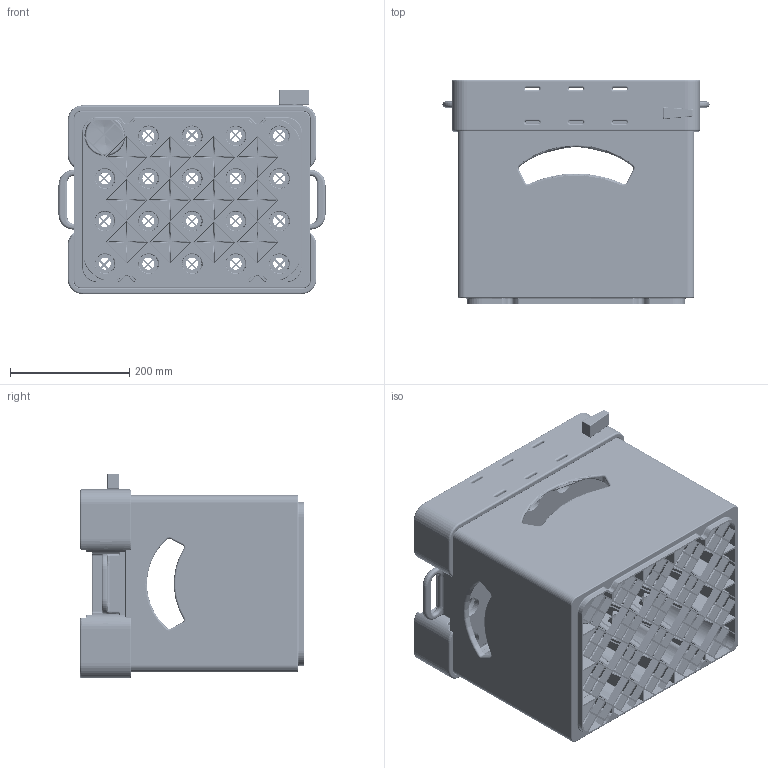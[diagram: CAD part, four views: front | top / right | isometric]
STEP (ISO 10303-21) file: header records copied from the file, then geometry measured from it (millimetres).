
FILE_DESCRIPTION (( 'STEP AP203' ), '1' );
FILE_NAME ('ZH_29032013.STEP', '2013-03-29T12:04:21', ( '' ), ( '' ), 'SwSTEP 2.0', 'SolidWorks 2012', '' );
FILE_SCHEMA (( 'CONFIG_CONTROL_DESIGN' ));
Products named in the file (19): ZH_29032013; Riegel; Absperrhahn; Dichtung_19032013; Flasche gefüllt; Bier; LongneckFlasche_AK; Dichtungshülse_Entriegelt; O-Ring 26-2; Druckfeder; Oberteil_Verschraubung_Werkzeuglos; O-Ring16x3; Spannsegmentträger; O-Ring 27-2; Spannsegment; Dichtungshülse; Rastplatte; Basisteil_29032013; Kiste
Assembly tree (25 placements, depth 3):
  ZH_29032013
    Kiste
    Basisteil_29032013  x2
    Rastplatte
    Dichtungshülse_Entriegelt
      Dichtungshülse
      Spannsegment  x6
      O-Ring 27-2
      Spannsegmentträger
      O-Ring16x3
      Oberteil_Verschraubung_Werkzeuglos
      Druckfeder
      O-Ring 26-2  x2
    Flasche gefüllt
      LongneckFlasche_AK
      Bier
    Dichtung_19032013
    Absperrhahn
    Riegel
Bounding box: 447 x 375 x 342 mm (x, y, z)
Volume: 10329384.7 mm3; surface area: 2639069.8 mm2
Topology: 23 solids, 23 shells, 4440 faces, 11827 edges, 7158 vertices
Faces by surface type: cylinder 1523, plane 1470, bspline 705, torus 599, cone 80, sphere 63
Full cylindrical faces by diameter (mm): 2 x6, 4 x14, 9 x8, 10 x2, 11 x1, 12 x2, 14 x1, 15 x8, 16 x1, 16.2 x1, 16.5 x1, 20 x42, 26 x2, 30 x2, 32 x42, 60.997 x2, 66.997 x1
Entity records: 118764 total; most frequent: CARTESIAN_POINT 43105, ORIENTED_EDGE 16044, DIRECTION 14505, EDGE_CURVE 8022, AXIS2_PLACEMENT_3D 5186, VERTEX_POINT 5060, LINE 4133, VECTOR 4133
